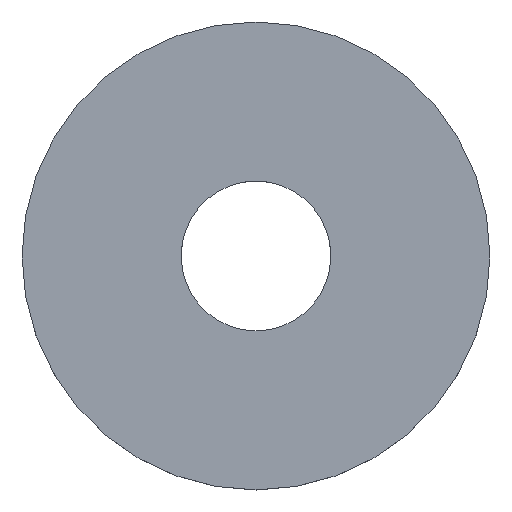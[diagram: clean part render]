
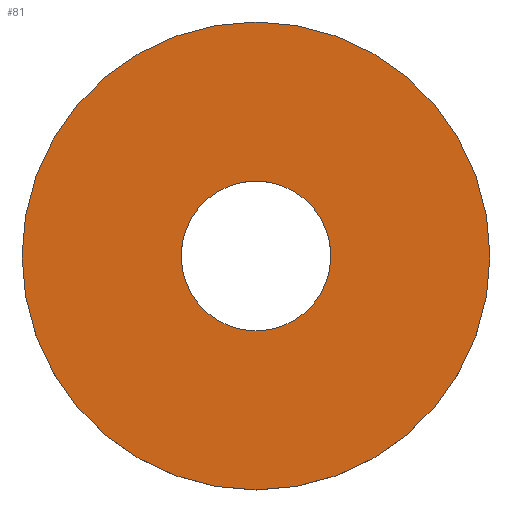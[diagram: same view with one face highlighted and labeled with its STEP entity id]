
A CAD part, top view. The second image highlights one B-rep face of the part: STEP entity #81.
In plain terms, the highlighted planar face has unit normal (0, 0, 1).
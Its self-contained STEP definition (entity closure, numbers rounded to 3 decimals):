
#1 = FACE_BOUND ( 'NONE', #90, .T. ) ;
#4 = AXIS2_PLACEMENT_3D ( 'NONE', #57, #41, #112 ) ;
#27 = EDGE_LOOP ( 'NONE', ( #135 ) ) ;
#31 = CARTESIAN_POINT ( 'NONE',  ( 0., 12.5, 2. ) ) ;
#35 = AXIS2_PLACEMENT_3D ( 'NONE', #159, #38, #94 ) ;
#38 = DIRECTION ( 'NONE',  ( 0., 0., 1. ) ) ;
#41 = DIRECTION ( 'NONE',  ( 0., 0., -1. ) ) ;
#53 = FACE_OUTER_BOUND ( 'NONE', #27, .T. ) ;
#57 = CARTESIAN_POINT ( 'NONE',  ( 0., 0., 2. ) ) ;
#60 = CARTESIAN_POINT ( 'NONE',  ( 0., 4., 2. ) ) ;
#63 = CARTESIAN_POINT ( 'NONE',  ( 0., 0., 2. ) ) ;
#77 = CIRCLE ( 'NONE', #164, 12.5 ) ;
#81 = ADVANCED_FACE ( 'NONE', ( #1, #53 ), #141, .T. ) ;
#83 = VERTEX_POINT ( 'NONE', #60 ) ;
#86 = DIRECTION ( 'NONE',  ( 0., 0., -1. ) ) ;
#90 = EDGE_LOOP ( 'NONE', ( #119 ) ) ;
#94 = DIRECTION ( 'NONE',  ( 0., -1., 0. ) ) ;
#99 = EDGE_CURVE ( 'NONE', #110, #110, #77, .T. ) ;
#100 = DIRECTION ( 'NONE',  ( 0., 1., 0. ) ) ;
#110 = VERTEX_POINT ( 'NONE', #31 ) ;
#112 = DIRECTION ( 'NONE',  ( 0., 1., 0. ) ) ;
#119 = ORIENTED_EDGE ( 'NONE', *, *, #140, .T. ) ;
#131 = CIRCLE ( 'NONE', #4, 4. ) ;
#135 = ORIENTED_EDGE ( 'NONE', *, *, #99, .F. ) ;
#140 = EDGE_CURVE ( 'NONE', #83, #83, #131, .T. ) ;
#141 = PLANE ( 'NONE',  #35 ) ;
#159 = CARTESIAN_POINT ( 'NONE',  ( 0., 4., 2. ) ) ;
#164 = AXIS2_PLACEMENT_3D ( 'NONE', #63, #86, #100 ) ;
